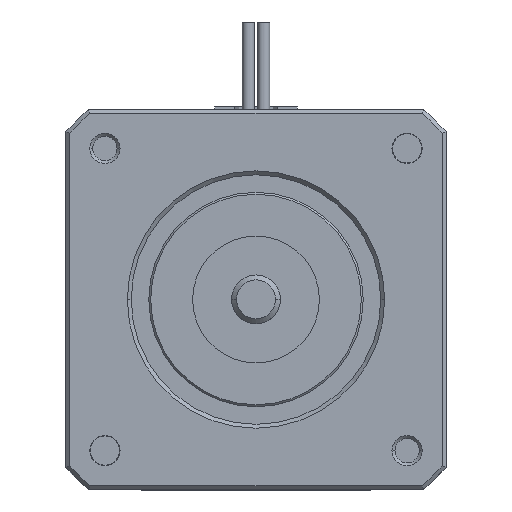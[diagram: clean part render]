
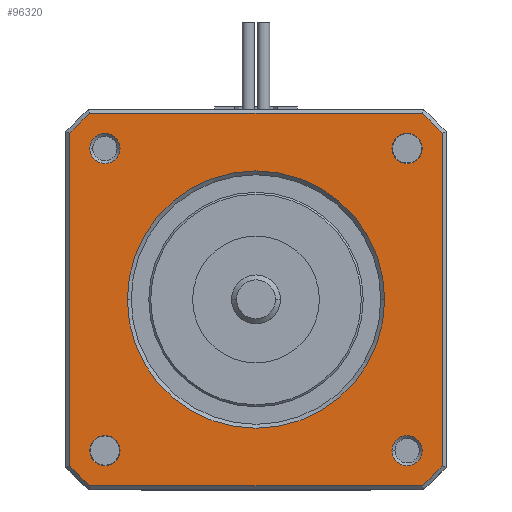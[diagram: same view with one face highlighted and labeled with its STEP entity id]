
A CAD part, top view. The second image highlights one B-rep face of the part: STEP entity #96320.
In plain terms, the highlighted planar face has unit normal (0, 0, 1).
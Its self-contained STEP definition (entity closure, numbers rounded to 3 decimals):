
#8120=CARTESIAN_POINT('',(-13.2,0.,
0.));
#8130=VERTEX_POINT('',#8120);
#8160=CARTESIAN_POINT('',(0.,0.,
0.));
#8170=DIRECTION('',(-0.,-0.,-1.));
#8180=DIRECTION('',(1.,0.,0.));
#8190=AXIS2_PLACEMENT_3D('',#8160,#8170,#8180);
#8200=CIRCLE('',#8190,13.2);
#8210=CARTESIAN_POINT('',(13.2,0.,0.));
#8220=VERTEX_POINT('',#8210);
#8230=EDGE_CURVE('',#8130,#8220,#8200,.T.);
#59800=CARTESIAN_POINT('',(17.05,15.5,0.));
#59810=VERTEX_POINT('',#59800);
#59970=CARTESIAN_POINT('',(13.95,15.5,0.));
#59980=VERTEX_POINT('',#59970);
#60010=CARTESIAN_POINT('',(15.5,15.5,0.));
#60020=DIRECTION('',(-0.,-0.,-1.));
#60030=DIRECTION('',(1.,0.,0.));
#60040=AXIS2_PLACEMENT_3D('',#60010,#60020,#60030);
#60050=CIRCLE('',#60040,1.55);
#60060=EDGE_CURVE('',#59980,#59810,#60050,.T.);
#60270=CARTESIAN_POINT('',(13.95,-15.5,0.));
#60280=VERTEX_POINT('',#60270);
#60310=CARTESIAN_POINT('',(15.5,-15.5,0.));
#60320=DIRECTION('',(-0.,-0.,-1.));
#60330=DIRECTION('',(1.,0.,0.));
#60340=AXIS2_PLACEMENT_3D('',#60310,#60320,#60330);
#60350=CIRCLE('',#60340,1.55);
#60360=CARTESIAN_POINT('',(17.05,-15.5,0.));
#60370=VERTEX_POINT('',#60360);
#60380=EDGE_CURVE('',#60280,#60370,#60350,.T.);
#61950=CARTESIAN_POINT('',(-17.05,-15.5,0.));
#61960=VERTEX_POINT('',#61950);
#61990=CARTESIAN_POINT('',(-15.5,-15.5,0.));
#62000=DIRECTION('',(-0.,-0.,-1.));
#62010=DIRECTION('',(1.,0.,0.));
#62020=AXIS2_PLACEMENT_3D('',#61990,#62000,#62010);
#62030=CIRCLE('',#62020,1.55);
#62040=CARTESIAN_POINT('',(-13.95,-15.5,0.));
#62050=VERTEX_POINT('',#62040);
#62060=EDGE_CURVE('',#61960,#62050,#62030,.T.);
#62770=CARTESIAN_POINT('',(-15.5,15.5,0.));
#62780=DIRECTION('',(-0.,-0.,-1.));
#62790=DIRECTION('',(1.,0.,0.));
#62800=AXIS2_PLACEMENT_3D('',#62770,#62780,#62790);
#62810=CIRCLE('',#62800,1.55);
#62820=CARTESIAN_POINT('',(-15.5,13.95,0.));
#62830=VERTEX_POINT('',#62820);
#62840=CARTESIAN_POINT('',(-17.05,15.5,0.));
#62850=VERTEX_POINT('',#62840);
#62860=EDGE_CURVE('',#62830,#62850,#62810,.T.);
#63090=CARTESIAN_POINT('',(-13.95,15.5,0.));
#63100=VERTEX_POINT('',#63090);
#63130=EDGE_CURVE('',#63100,#62830,#62810,.T.);
#83710=CARTESIAN_POINT('',(-19.1,17.046,0.));
#83720=VERTEX_POINT('',#83710);
#83750=CARTESIAN_POINT('',(-19.1,0.,0.));
#83760=DIRECTION('',(0.,1.,-0.));
#83770=VECTOR('',#83760,1.);
#83780=LINE('',#83750,#83770);
#83790=CARTESIAN_POINT('',(-19.1,-17.046,
0.));
#83800=VERTEX_POINT('',#83790);
#83810=EDGE_CURVE('',#83800,#83720,#83780,.T.);
#84610=CARTESIAN_POINT('',(-17.046,-19.1,0.));
#84620=VERTEX_POINT('',#84610);
#84650=CARTESIAN_POINT('',(0.,-19.1,0.));
#84660=DIRECTION('',(-1.,0.,0.));
#84670=VECTOR('',#84660,1.);
#84680=LINE('',#84650,#84670);
#84690=CARTESIAN_POINT('',(17.046,-19.1,0.));
#84700=VERTEX_POINT('',#84690);
#84710=EDGE_CURVE('',#84700,#84620,#84680,.T.);
#87070=CARTESIAN_POINT('',(19.1,-17.046,0.));
#87080=VERTEX_POINT('',#87070);
#87110=CARTESIAN_POINT('',(19.1,0.,-0.));
#87120=DIRECTION('',(0.,-1.,0.));
#87130=VECTOR('',#87120,1.);
#87140=LINE('',#87110,#87130);
#87150=CARTESIAN_POINT('',(19.1,17.046,0.));
#87160=VERTEX_POINT('',#87150);
#87170=EDGE_CURVE('',#87160,#87080,#87140,.T.);
#94960=CARTESIAN_POINT('',(17.046,19.1,0.));
#94970=VERTEX_POINT('',#94960);
#95000=CARTESIAN_POINT('',(0.,19.1,0.));
#95010=DIRECTION('',(1.,0.,-0.));
#95020=VECTOR('',#95010,1.);
#95030=LINE('',#95000,#95020);
#95040=CARTESIAN_POINT('',(-17.046,19.1,
0.));
#95050=VERTEX_POINT('',#95040);
#95060=EDGE_CURVE('',#95050,#94970,#95030,.T.);
#95370=CARTESIAN_POINT('',(0.,0.,0.
));
#95380=DIRECTION('',(-0.,-0.,1.));
#95390=DIRECTION('',(-1.,0.,-0.));
#95400=AXIS2_PLACEMENT_3D('',#95370,#95380,#95390);
#95410=CIRCLE('',#95400,25.6);
#95420=EDGE_CURVE('',#95050,#83720,#95410,.T.);
#95570=CARTESIAN_POINT('',(0.,0.,0.)
);
#95580=DIRECTION('',(-0.,-0.,1.));
#95590=DIRECTION('',(-1.,0.,-0.));
#95600=AXIS2_PLACEMENT_3D('',#95570,#95580,#95590);
#95610=CIRCLE('',#95600,25.6);
#95620=EDGE_CURVE('',#83800,#84620,#95610,.T.);
#95750=CARTESIAN_POINT('',(-19.1,-19.1,0.));
#95760=DIRECTION('',(0.,0.,1.));
#95770=DIRECTION('',(1.,0.,-0.));
#95780=AXIS2_PLACEMENT_3D('',#95750,#95760,#95770);
#95790=PLANE('',#95780);
#95800=ORIENTED_EDGE('',*,*,#95620,.T.);
#95810=ORIENTED_EDGE('',*,*,#83810,.F.);
#95820=ORIENTED_EDGE('',*,*,#95420,.T.);
#95830=ORIENTED_EDGE('',*,*,#95060,.F.);
#95840=CARTESIAN_POINT('',(0.,0.,
0.));
#95850=DIRECTION('',(-0.,-0.,1.));
#95860=DIRECTION('',(-1.,0.,-0.));
#95870=AXIS2_PLACEMENT_3D('',#95840,#95850,#95860);
#95880=CIRCLE('',#95870,25.6);
#95890=EDGE_CURVE('',#87160,#94970,#95880,.T.);
#95900=ORIENTED_EDGE('',*,*,#95890,.T.);
#95910=ORIENTED_EDGE('',*,*,#87170,.F.);
#95920=CARTESIAN_POINT('',(0.,0.,0.))
;
#95930=DIRECTION('',(-0.,-0.,1.));
#95940=DIRECTION('',(-1.,0.,-0.));
#95950=AXIS2_PLACEMENT_3D('',#95920,#95930,#95940);
#95960=CIRCLE('',#95950,25.6);
#95970=EDGE_CURVE('',#84700,#87080,#95960,.T.);
#95980=ORIENTED_EDGE('',*,*,#95970,.T.);
#95990=ORIENTED_EDGE('',*,*,#84710,.F.);
#96000=EDGE_LOOP('',(#95990,#95980,#95910,#95900,#95830,#95820,#95810,
#95800));
#96010=FACE_OUTER_BOUND('',#96000,.T.);
#96020=EDGE_CURVE('',#8220,#8130,#8200,.T.);
#96030=ORIENTED_EDGE('',*,*,#96020,.T.);
#96040=ORIENTED_EDGE('',*,*,#8230,.T.);
#96050=EDGE_LOOP('',(#96040,#96030));
#96060=FACE_BOUND('',#96050,.T.);
#96070=EDGE_CURVE('',#59810,#59980,#60050,.T.);
#96080=ORIENTED_EDGE('',*,*,#96070,.T.);
#96090=ORIENTED_EDGE('',*,*,#60060,.T.);
#96100=EDGE_LOOP('',(#96090,#96080));
#96110=FACE_BOUND('',#96100,.T.);
#96120=EDGE_CURVE('',#62850,#63100,#62810,.T.);
#96130=ORIENTED_EDGE('',*,*,#96120,.T.);
#96140=ORIENTED_EDGE('',*,*,#62860,.T.);
#96150=ORIENTED_EDGE('',*,*,#63130,.T.);
#96160=EDGE_LOOP('',(#96150,#96140,#96130));
#96170=FACE_BOUND('',#96160,.T.);
#96180=ORIENTED_EDGE('',*,*,#62060,.T.);
#96190=EDGE_CURVE('',#62050,#61960,#62030,.T.);
#96200=ORIENTED_EDGE('',*,*,#96190,.T.);
#96210=EDGE_LOOP('',(#96200,#96180));
#96220=FACE_BOUND('',#96210,.T.);
#96230=ORIENTED_EDGE('',*,*,#60380,.T.);
#96240=CARTESIAN_POINT('',(15.5,-17.05,0.));
#96250=VERTEX_POINT('',#96240);
#96260=EDGE_CURVE('',#96250,#60280,#60350,.T.);
#96270=ORIENTED_EDGE('',*,*,#96260,.T.);
#96280=EDGE_CURVE('',#60370,#96250,#60350,.T.);
#96290=ORIENTED_EDGE('',*,*,#96280,.T.);
#96300=EDGE_LOOP('',(#96290,#96270,#96230));
#96310=FACE_BOUND('',#96300,.T.);
#96320=ADVANCED_FACE('',(#96010,#96060,#96110,#96170,#96220,#96310),
#95790,.T.);
